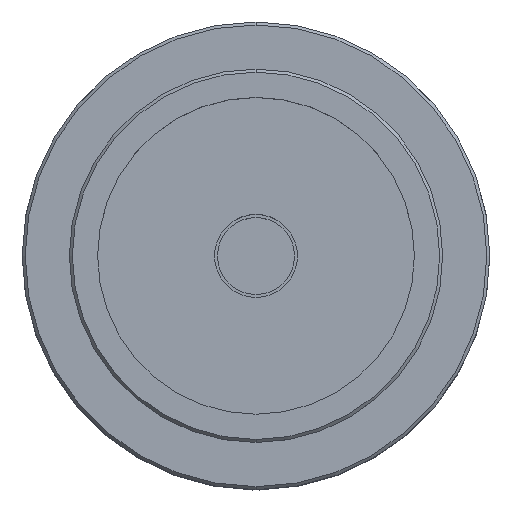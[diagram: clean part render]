
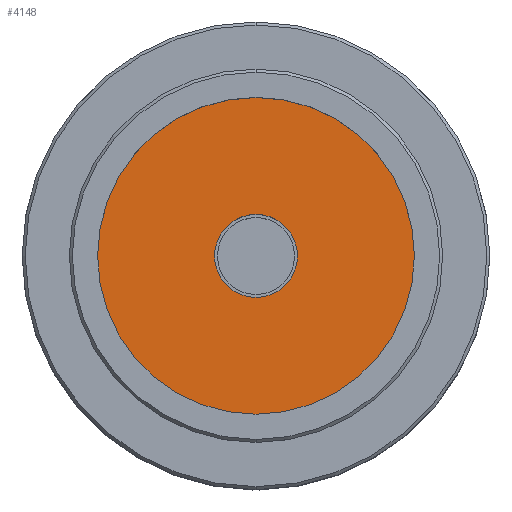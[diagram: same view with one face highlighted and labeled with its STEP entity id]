
A CAD part, top view. The second image highlights one B-rep face of the part: STEP entity #4148.
In plain terms, the highlighted planar face has unit normal (0, 0, 1).
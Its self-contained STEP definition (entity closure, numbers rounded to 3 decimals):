
#1154=CARTESIAN_POINT('',(0.,0.,-58.7));
#1155=DIRECTION('',(0.,0.,1.));
#1156=DIRECTION('',(0.,-1.,0.));
#1157=AXIS2_PLACEMENT_3D('',#1154,#1155,#1156);
#1159=CARTESIAN_POINT('',(0.,0.,-58.7));
#1160=DIRECTION('',(0.,0.,1.));
#1161=DIRECTION('',(0.,1.,0.));
#1162=AXIS2_PLACEMENT_3D('',#1159,#1160,#1161);
#1164=CARTESIAN_POINT('',(0.,0.,-58.7));
#1165=DIRECTION('',(0.,0.,-1.));
#1166=DIRECTION('',(0.,-1.,0.));
#1167=AXIS2_PLACEMENT_3D('',#1164,#1165,#1166);
#1169=CARTESIAN_POINT('',(0.,0.,-58.7));
#1170=DIRECTION('',(0.,0.,-1.));
#1171=DIRECTION('',(0.,1.,0.));
#1172=AXIS2_PLACEMENT_3D('',#1169,#1170,#1171);
#1479=CARTESIAN_POINT('',(0.,-21.,-58.7));
#1481=VERTEX_POINT('',#1479);
#1483=CARTESIAN_POINT('',(0.,21.,-58.7));
#1485=VERTEX_POINT('',#1483);
#1668=CARTESIAN_POINT('',(0.,-5.5,-58.7));
#1670=VERTEX_POINT('',#1668);
#1672=CARTESIAN_POINT('',(0.,5.5,-58.7));
#1674=VERTEX_POINT('',#1672);
#4133=CARTESIAN_POINT('',(-21.,0.,-58.7));
#4134=DIRECTION('',(0.,0.,1.));
#4135=DIRECTION('',(0.,1.,0.));
#4136=AXIS2_PLACEMENT_3D('',#4133,#4134,#4135);
#4137=PLANE('',#4136);
#4138=ORIENTED_EDGE('',*,*,#4120,.F.);
#4139=ORIENTED_EDGE('',*,*,#4099,.F.);
#4140=EDGE_LOOP('',(#4138,#4139));
#4141=FACE_OUTER_BOUND('',#4140,.F.);
#4143=ORIENTED_EDGE('',*,*,#4142,.F.);
#4145=ORIENTED_EDGE('',*,*,#4144,.F.);
#4146=EDGE_LOOP('',(#4143,#4145));
#4147=FACE_BOUND('',#4146,.F.);
#1158=CIRCLE('',#1157,21.);
#1163=CIRCLE('',#1162,21.);
#1168=CIRCLE('',#1167,5.5);
#1173=CIRCLE('',#1172,5.5);
#4099=EDGE_CURVE('',#1485,#1481,#1163,.T.);
#4120=EDGE_CURVE('',#1481,#1485,#1158,.T.);
#4142=EDGE_CURVE('',#1670,#1674,#1168,.T.);
#4144=EDGE_CURVE('',#1674,#1670,#1173,.T.);
#4148=ADVANCED_FACE('',(#4141,#4147),#4137,.T.);
